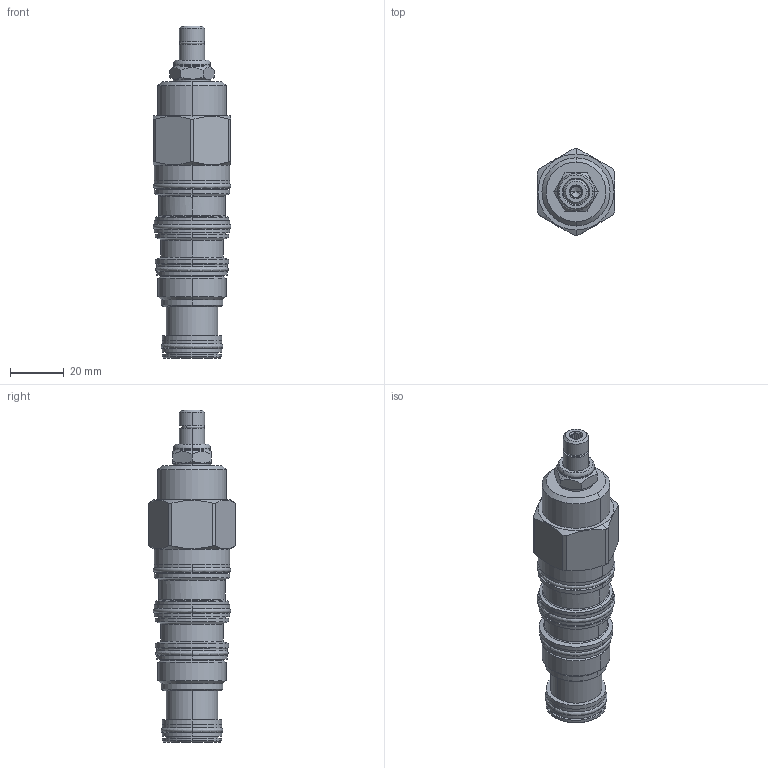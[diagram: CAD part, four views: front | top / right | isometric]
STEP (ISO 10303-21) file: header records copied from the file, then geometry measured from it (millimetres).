
FILE_DESCRIPTION((''),'2;1');
FILE_NAME('DPCN-LAN_PRT','2015-01-07T',('Administrator'),(''),'PRO/ENGINEER BY PARAMETRIC TECHNOLOGY CORPORATION, 2006240','PRO/ENGINEER BY PARAMETRIC TECHNOLOGY CORPORATION, 2006240','');
FILE_SCHEMA(('CONFIG_CONTROL_DESIGN'));
Length unit declared in the file: inch
Products named in the file (1): DPCN-LAN_PRT
Bounding box: 28.8 x 32.21 x 123.01 mm (x, y, z)
Volume: 54458.1 mm3; surface area: 14641.2 mm2
Topology: 6 solids, 6 shells, 228 faces, 508 edges, 304 vertices
Faces by surface type: cylinder 79, plane 59, cone 40, torus 34, revolution 16
Entity records: 8112 total; most frequent: CARTESIAN_POINT 2960, DIRECTION 1136, ORIENTED_EDGE 1008, EDGE_CURVE 504, AXIS2_PLACEMENT_3D 478, VERTEX_POINT 304, CIRCLE 266, EDGE_LOOP 254
